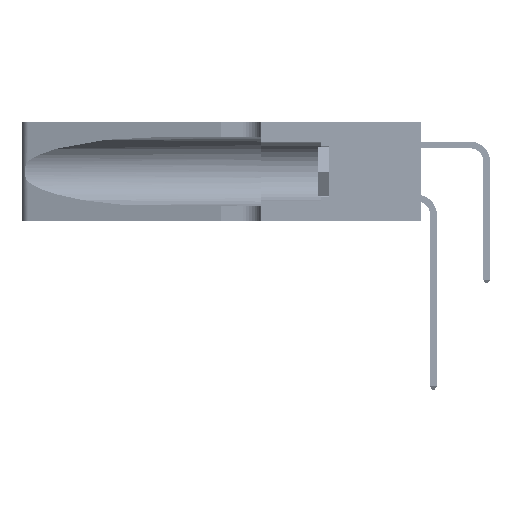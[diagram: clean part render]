
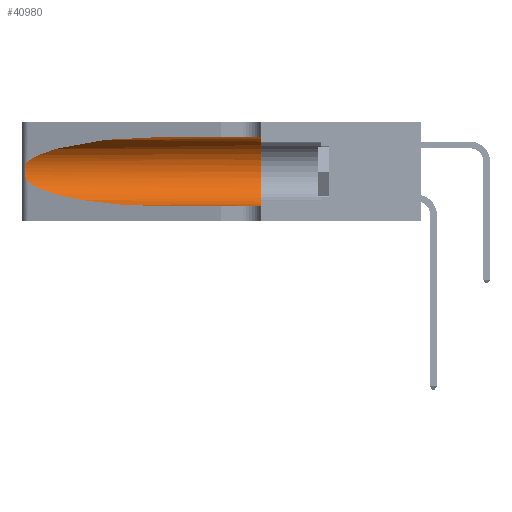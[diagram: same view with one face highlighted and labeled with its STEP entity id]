
A CAD part, left-side view. The second image highlights one B-rep face of the part: STEP entity #40980.
In plain terms, the highlighted cylindrical face has radius 3.308 mm (diameter 6.617 mm), a partial arc.
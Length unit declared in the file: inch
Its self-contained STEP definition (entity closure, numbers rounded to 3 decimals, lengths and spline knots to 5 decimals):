
#2033 = CARTESIAN_POINT ( 'NONE',  ( 0.2373, 1.15595, 0.08982 ) ) ;
#2220 = CARTESIAN_POINT ( 'NONE',  ( 0.1305, 1.61858, 0.05475 ) ) ;
#2736 = CARTESIAN_POINT ( 'NONE',  ( 0.26075, 1.23896, 0.178 ) ) ;
#3101 = CARTESIAN_POINT ( 'NONE',  ( 0.1305, 0.72297, 0.05475 ) ) ;
#3769 = CARTESIAN_POINT ( 'NONE',  ( 0.2373, 1.15595, 0.28018 ) ) ;
#4047 = LINE ( 'NONE', #2220, #48858 ) ;
#4057 = VERTEX_POINT ( 'NONE', #42200 ) ;
#6457 = CARTESIAN_POINT ( 'NONE',  ( 0.1305, 0.72297, 0.05475 ) ) ;
#7126 = CARTESIAN_POINT ( 'NONE',  ( 0.25856, 1.23593, 0.16098 ) ) ;
#7451 = DIRECTION ( 'NONE',  ( 0., -1., 0. ) ) ;
#7706 = VERTEX_POINT ( 'NONE', #3101 ) ;
#8279 = FACE_OUTER_BOUND ( 'NONE', #50643, .T. ) ;
#10332 = CARTESIAN_POINT ( 'NONE',  ( 0.1305, 0.72297, 0.31525 ) ) ;
#10363 = EDGE_CURVE ( 'NONE', #48794, #14191, #25394, .T. ) ;
#11323 = CARTESIAN_POINT ( 'NONE',  ( 0.25487, 1.22718, 0.22369 ) ) ;
#11521 = CARTESIAN_POINT ( 'NONE',  ( 0.25639, 1.23186, 0.15144 ) ) ;
#14191 = VERTEX_POINT ( 'NONE', #35472 ) ;
#15724 = ORIENTED_EDGE ( 'NONE', *, *, #39854, .T. ) ;
#15865 = CARTESIAN_POINT ( 'NONE',  ( 0.25487, 1.22718, 0.14631 ) ) ;
#17190 = DIRECTION ( 'NONE',  ( 0., 1., 0. ) ) ;
#18469 = CYLINDRICAL_SURFACE ( 'NONE', #21767, 0.13025 ) ;
#19687 = CARTESIAN_POINT ( 'NONE',  ( 0.25555, 1.22994, 0.2215 ) ) ;
#20069 = CARTESIAN_POINT ( 'NONE',  ( 0.25639, 1.23184, 0.21858 ) ) ;
#20592 = DIRECTION ( 'NONE',  ( 0., 0., -1. ) ) ;
#21767 = AXIS2_PLACEMENT_3D ( 'NONE', #29311, #7451, #20592 ) ;
#22761 = CIRCLE ( 'NONE', #34078, 0.13025 ) ;
#24324 = CARTESIAN_POINT ( 'NONE',  ( 0.1305, 1.61858, 0.31525 ) ) ;
#24419 = CARTESIAN_POINT ( 'NONE',  ( 0.25854, 1.2359, 0.20912 ) ) ;
#25394 = LINE ( 'NONE', #24324, #36045 ) ;
#25414 = CARTESIAN_POINT ( 'NONE',  ( 0.18966, 0.96281, 0.31525 ) ) ;
#27063 = B_SPLINE_CURVE_WITH_KNOTS ( 'NONE', 3,
 ( #11323, #19687, #20069, #50413, #24419, #54778, #28775, #2736, #33176, #7126, #37540, #11521, #41884, #15865 ),
 .UNSPECIFIED., .F., .F.,
 ( 4, 2, 2, 2, 2, 2, 4 ),
 ( 0., 0.00027, 0.00053, 0.00107, 0.0016, 0.00187, 0.00214 ),
 .UNSPECIFIED. ) ;
#28489 = DIRECTION ( 'NONE',  ( 0., -1., 0. ) ) ;
#28775 = CARTESIAN_POINT ( 'NONE',  ( 0.26075, 1.23896, 0.19203 ) ) ;
#29193 = ORIENTED_EDGE ( 'NONE', *, *, #49553, .T. ) ;
#29311 = CARTESIAN_POINT ( 'NONE',  ( 0.1305, 1.61858, 0.185 ) ) ;
#30148 = ORIENTED_EDGE ( 'NONE', *, *, #40331, .T. ) ;
#30171 = VERTEX_POINT ( 'NONE', #54101 ) ;
#32501 = CARTESIAN_POINT ( 'NONE',  ( 0.18966, 0.96281, 0.05475 ) ) ;
#32680 = DIRECTION ( 'NONE',  ( 0., -1., 0. ) ) ;
#33176 = CARTESIAN_POINT ( 'NONE',  ( 0.26017, 1.23833, 0.17102 ) ) ;
#34078 = AXIS2_PLACEMENT_3D ( 'NONE', #43179, #17190, #47557 ) ;
#34181 = CARTESIAN_POINT ( 'NONE',  ( 0.25487, 1.22718, 0.22369 ) ) ;
#35472 = CARTESIAN_POINT ( 'NONE',  ( 0.1305, 0.35, 0.31525 ) ) ;
#36045 = VECTOR ( 'NONE', #28489, 39.37008 ) ;
#36424 = ORIENTED_EDGE ( 'NONE', *, *, #51135, .F. ) ;
#37205 =( BOUNDED_CURVE ( )  B_SPLINE_CURVE ( 3, ( #47052, #25414, #3769, #34181 ),
 .UNSPECIFIED., .F., .T. ) 
 B_SPLINE_CURVE_WITH_KNOTS ( ( 4, 4 ),
 ( 1.5708, 2.84003 ),
 .UNSPECIFIED. ) 
 CURVE ( )  GEOMETRIC_REPRESENTATION_ITEM ( )  RATIONAL_B_SPLINE_CURVE ( ( 1., 0.87, 0.87, 1. ) ) 
 REPRESENTATION_ITEM ( '' )  );
#37540 = CARTESIAN_POINT ( 'NONE',  ( 0.25789, 1.23486, 0.15765 ) ) ;
#37812 = CARTESIAN_POINT ( 'NONE',  ( 0.25487, 1.22718, 0.14631 ) ) ;
#38443 = VERTEX_POINT ( 'NONE', #37812 ) ;
#39854 = EDGE_CURVE ( 'NONE', #48794, #30171, #37205, .T. ) ;
#40331 = EDGE_CURVE ( 'NONE', #30171, #38443, #27063, .T. ) ;
#40980 = ADVANCED_FACE ( 'NONE', ( #8279 ), #18469, .F. ) ;
#41884 = CARTESIAN_POINT ( 'NONE',  ( 0.25555, 1.22993, 0.14849 ) ) ;
#42200 = CARTESIAN_POINT ( 'NONE',  ( 0.1305, 0.35, 0.05475 ) ) ;
#43087 =( BOUNDED_CURVE ( )  B_SPLINE_CURVE ( 3, ( #54107, #2033, #32501, #6457 ),
 .UNSPECIFIED., .F., .T. ) 
 B_SPLINE_CURVE_WITH_KNOTS ( ( 4, 4 ),
 ( 3.44316, 4.71239 ),
 .UNSPECIFIED. ) 
 CURVE ( )  GEOMETRIC_REPRESENTATION_ITEM ( )  RATIONAL_B_SPLINE_CURVE ( ( 1., 0.87, 0.87, 1. ) ) 
 REPRESENTATION_ITEM ( '' )  );
#43179 = CARTESIAN_POINT ( 'NONE',  ( 0.1305, 0.35, 0.185 ) ) ;
#47052 = CARTESIAN_POINT ( 'NONE',  ( 0.1305, 0.72297, 0.31525 ) ) ;
#47557 = DIRECTION ( 'NONE',  ( 0., 0., 1. ) ) ;
#47694 = EDGE_CURVE ( 'NONE', #7706, #4057, #4047, .T. ) ;
#48794 = VERTEX_POINT ( 'NONE', #10332 ) ;
#48858 = VECTOR ( 'NONE', #32680, 39.37008 ) ;
#49553 = EDGE_CURVE ( 'NONE', #38443, #7706, #43087, .T. ) ;
#50413 = CARTESIAN_POINT ( 'NONE',  ( 0.25787, 1.23484, 0.2124 ) ) ;
#50643 = EDGE_LOOP ( 'NONE', ( #15724, #30148, #29193, #50944, #36424, #52870 ) ) ;
#50944 = ORIENTED_EDGE ( 'NONE', *, *, #47694, .T. ) ;
#51135 = EDGE_CURVE ( 'NONE', #14191, #4057, #22761, .T. ) ;
#52870 = ORIENTED_EDGE ( 'NONE', *, *, #10363, .F. ) ;
#54101 = CARTESIAN_POINT ( 'NONE',  ( 0.25487, 1.22718, 0.22369 ) ) ;
#54107 = CARTESIAN_POINT ( 'NONE',  ( 0.25487, 1.22718, 0.14631 ) ) ;
#54778 = CARTESIAN_POINT ( 'NONE',  ( 0.26018, 1.23835, 0.19895 ) ) ;
